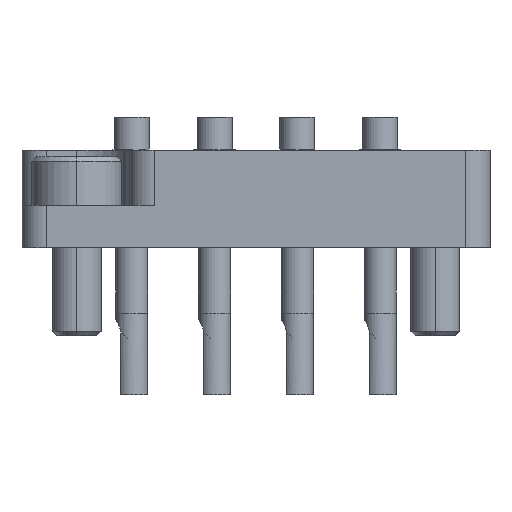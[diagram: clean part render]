
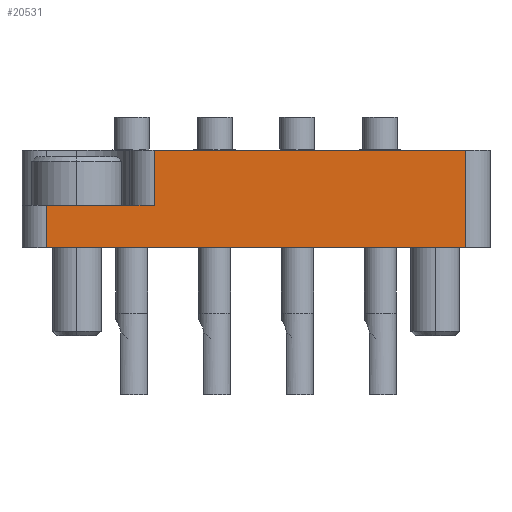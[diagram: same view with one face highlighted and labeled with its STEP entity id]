
A CAD part, front view. The second image highlights one B-rep face of the part: STEP entity #20531.
In plain terms, the highlighted face is planar.
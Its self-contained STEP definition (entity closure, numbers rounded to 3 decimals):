
#972 = CARTESIAN_POINT ( 'NONE',  ( 30., 6., -12.85 ) ) ;
#1021 = DIRECTION ( 'NONE',  ( 0., 0., -1. ) ) ;
#1152 = DIRECTION ( 'NONE',  ( 0., 0., -1. ) ) ;
#1357 = CARTESIAN_POINT ( 'NONE',  ( 30., 0., -12.85 ) ) ;
#2887 = AXIS2_PLACEMENT_3D ( 'NONE', #17195, #8218, #8554 ) ;
#3010 = ORIENTED_EDGE ( 'NONE', *, *, #7252, .F. ) ;
#3226 = LINE ( 'NONE', #8358, #21099 ) ;
#5408 = CARTESIAN_POINT ( 'NONE',  ( 30., 0., 12.85 ) ) ;
#5478 = DIRECTION ( 'NONE',  ( 0., -1., 0. ) ) ;
#5680 = EDGE_CURVE ( 'NONE', #18819, #14905, #12315, .T. ) ;
#6026 = VERTEX_POINT ( 'NONE', #972 ) ;
#6047 = CARTESIAN_POINT ( 'NONE',  ( 30., 0., 14.35 ) ) ;
#6155 = LINE ( 'NONE', #6047, #19695 ) ;
#6982 = VECTOR ( 'NONE', #15239, 1000. ) ;
#7252 = EDGE_CURVE ( 'NONE', #18819, #10051, #16948, .T. ) ;
#7743 = CARTESIAN_POINT ( 'NONE',  ( 30., 6., 6.25 ) ) ;
#8218 = DIRECTION ( 'NONE',  ( 1., 0., 0. ) ) ;
#8358 = CARTESIAN_POINT ( 'NONE',  ( 30., 6., -12.85 ) ) ;
#8554 = DIRECTION ( 'NONE',  ( 0., 1., 0. ) ) ;
#9082 = CARTESIAN_POINT ( 'NONE',  ( 30., 6., 14.35 ) ) ;
#9094 = EDGE_CURVE ( 'NONE', #17518, #6026, #16229, .T. ) ;
#9417 = VECTOR ( 'NONE', #14951, 1000. ) ;
#9944 = PLANE ( 'NONE',  #2887 ) ;
#9958 = ORIENTED_EDGE ( 'NONE', *, *, #15182, .T. ) ;
#10051 = VERTEX_POINT ( 'NONE', #17116 ) ;
#11165 = VECTOR ( 'NONE', #1021, 1000. ) ;
#11198 = ORIENTED_EDGE ( 'NONE', *, *, #5680, .T. ) ;
#11935 = CARTESIAN_POINT ( 'NONE',  ( 30., 2.6, 6.25 ) ) ;
#12315 = LINE ( 'NONE', #21068, #12960 ) ;
#12960 = VECTOR ( 'NONE', #5478, 1000. ) ;
#13856 = CARTESIAN_POINT ( 'NONE',  ( 30., 2.6, 7.75 ) ) ;
#14905 = VERTEX_POINT ( 'NONE', #5408 ) ;
#14951 = DIRECTION ( 'NONE',  ( 0., 0., -1. ) ) ;
#15182 = EDGE_CURVE ( 'NONE', #16931, #6026, #3226, .T. ) ;
#15239 = DIRECTION ( 'NONE',  ( 0., -1., 0. ) ) ;
#16229 = LINE ( 'NONE', #9082, #9417 ) ;
#16438 = ORIENTED_EDGE ( 'NONE', *, *, #17269, .T. ) ;
#16571 = CARTESIAN_POINT ( 'NONE',  ( 30., 2.6, 12.85 ) ) ;
#16931 = VERTEX_POINT ( 'NONE', #1357 ) ;
#16948 = LINE ( 'NONE', #13856, #11165 ) ;
#17116 = CARTESIAN_POINT ( 'NONE',  ( 30., 2.6, 6.25 ) ) ;
#17195 = CARTESIAN_POINT ( 'NONE',  ( 30., 6., 14.35 ) ) ;
#17221 = DIRECTION ( 'NONE',  ( 0., 1., 0. ) ) ;
#17269 = EDGE_CURVE ( 'NONE', #14905, #16931, #6155, .T. ) ;
#17518 = VERTEX_POINT ( 'NONE', #7743 ) ;
#17614 = EDGE_CURVE ( 'NONE', #17518, #10051, #22388, .T. ) ;
#18819 = VERTEX_POINT ( 'NONE', #16571 ) ;
#18870 = EDGE_LOOP ( 'NONE', ( #21459, #21571, #3010, #11198, #16438, #9958 ) ) ;
#19695 = VECTOR ( 'NONE', #1152, 1000. ) ;
#20387 = FACE_OUTER_BOUND ( 'NONE', #18870, .T. ) ;
#20531 = ADVANCED_FACE ( 'NONE', ( #20387 ), #9944, .T. ) ;
#21068 = CARTESIAN_POINT ( 'NONE',  ( 30., 0., 12.85 ) ) ;
#21099 = VECTOR ( 'NONE', #17221, 1000. ) ;
#21459 = ORIENTED_EDGE ( 'NONE', *, *, #9094, .F. ) ;
#21571 = ORIENTED_EDGE ( 'NONE', *, *, #17614, .T. ) ;
#22388 = LINE ( 'NONE', #11935, #6982 ) ;
